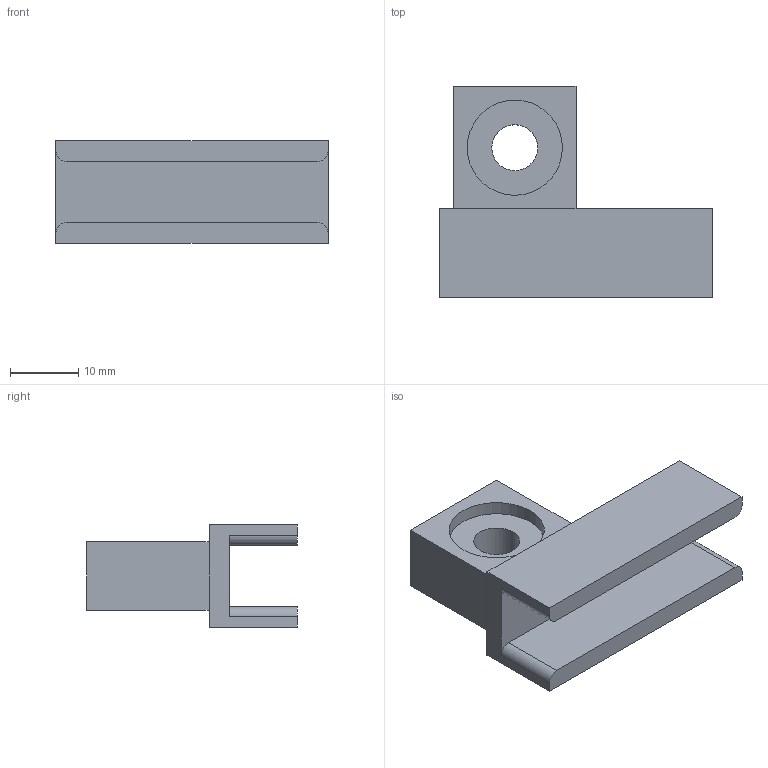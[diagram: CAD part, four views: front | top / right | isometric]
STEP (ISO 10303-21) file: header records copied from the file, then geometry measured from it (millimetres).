
FILE_DESCRIPTION(/* description */ (''),/* implementation_level */ '2;1');
FILE_NAME(/* name */ 'chainguide.stp',/* time_stamp */ '2019-11-06T20:06:25-08:00',/* author */ ('TJ Wiegman'),/* organization */ (''),/* preprocessor_version */ 'ST-DEVELOPER v18',/* originating_system */ 'Autodesk Inventor 2020',/* authorisation */ '');
FILE_SCHEMA (('AUTOMOTIVE_DESIGN { 1 0 10303 214 3 1 1 }'));
Length unit declared in the file: millimetre
Products named in the file (1): chainguide
Bounding box: 40 x 31 x 15 mm (x, y, z)
Volume: 6590.2 mm3; surface area: 4463.8 mm2
Topology: 1 solids, 1 shells, 24 faces, 61 edges, 42 vertices
Faces by surface type: plane 17, cylinder 7
Full cylindrical faces by diameter (mm): 6.75 x1, 14 x2
Entity records: 780 total; most frequent: DIRECTION 129, CARTESIAN_POINT 128, ORIENTED_EDGE 122, EDGE_CURVE 61, LINE 43, VECTOR 43, AXIS2_PLACEMENT_3D 43, VERTEX_POINT 42
